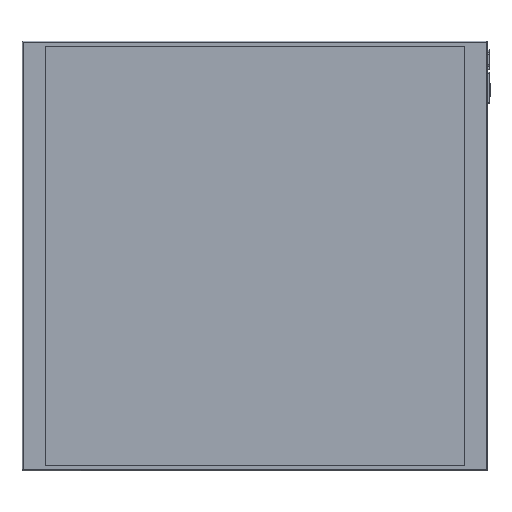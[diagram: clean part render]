
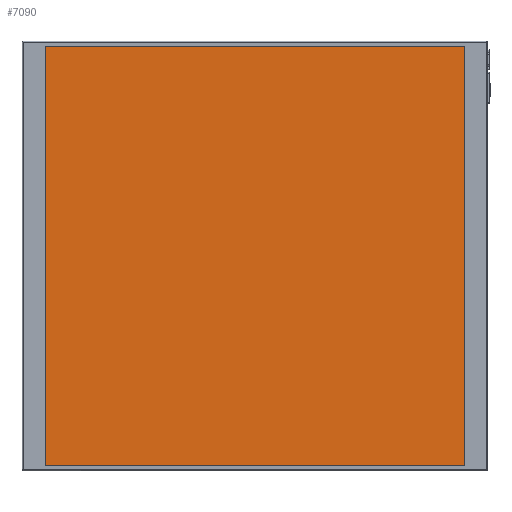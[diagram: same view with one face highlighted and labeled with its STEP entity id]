
A CAD part, top view. The second image highlights one B-rep face of the part: STEP entity #7090.
In plain terms, the highlighted face is planar.
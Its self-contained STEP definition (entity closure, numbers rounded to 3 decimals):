
#3451=ORIENTED_EDGE('',*,*,#4520,.T.);
#3452=ORIENTED_EDGE('',*,*,#4522,.T.);
#3453=ORIENTED_EDGE('',*,*,#4524,.T.);
#3454=ORIENTED_EDGE('',*,*,#4517,.T.);
#3974=VECTOR('',#5304,1.);
#3977=VECTOR('',#5309,1.);
#3979=VECTOR('',#5313,1.);
#3981=VECTOR('',#5317,1.);
#4128=LINE('',#6087,#3974);
#4131=LINE('',#6092,#3977);
#4133=LINE('',#6096,#3979);
#4135=LINE('',#6099,#3981);
#4287=VERTEX_POINT('',#6085);
#4288=VERTEX_POINT('',#6086);
#4289=VERTEX_POINT('',#6091);
#4290=VERTEX_POINT('',#6095);
#4517=EDGE_CURVE('',#4287,#4288,#4128,.T.);
#4520=EDGE_CURVE('',#4288,#4289,#4131,.T.);
#4522=EDGE_CURVE('',#4289,#4290,#4133,.T.);
#4524=EDGE_CURVE('',#4290,#4287,#4135,.T.);
#4786=EDGE_LOOP('',(#3451,#3452,#3453,#3454));
#5014=FACE_BOUND('',#4786,.T.);
#5304=DIRECTION('',(820.,0.,0.));
#5309=DIRECTION('',(0.,-820.,0.));
#5313=DIRECTION('',(-820.,0.,0.));
#5317=DIRECTION('',(0.,820.,0.));
#5318=DIRECTION('',(0.,0.,-1.));
#5319=DIRECTION('',(0.,1.,0.));
#6085=CARTESIAN_POINT('',(-865.,-10.,-21.1));
#6086=CARTESIAN_POINT('',(-45.,-10.,-21.1));
#6087=CARTESIAN_POINT('',(-865.,-10.,-21.1));
#6091=CARTESIAN_POINT('',(-45.,-830.,-21.1));
#6092=CARTESIAN_POINT('',(-45.,-10.,-21.1));
#6095=CARTESIAN_POINT('',(-865.,-830.,-21.1));
#6096=CARTESIAN_POINT('',(-45.,-830.,-21.1));
#6099=CARTESIAN_POINT('',(-865.,-830.,-21.1));
#6100=CARTESIAN_POINT('',(-45.,-10.,-21.1));
#6714=AXIS2_PLACEMENT_3D('',#6100,#5318,#5319);
#7006=PLANE('',#6714);
#7090=ADVANCED_FACE('',(#5014),#7006,.T.);
